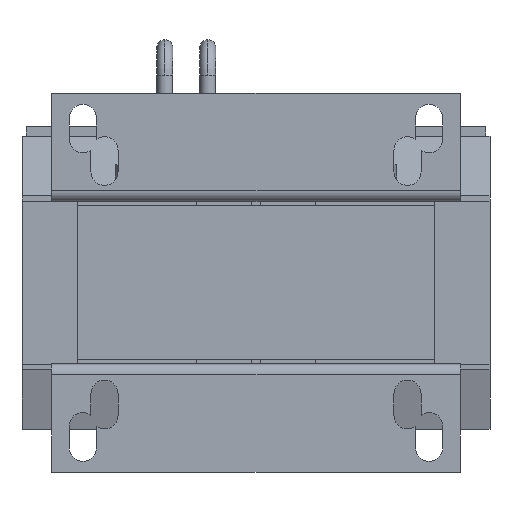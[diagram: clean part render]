
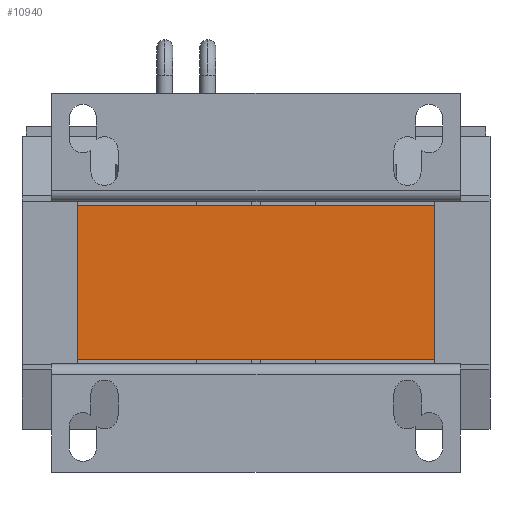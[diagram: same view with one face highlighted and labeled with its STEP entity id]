
A CAD part, front view. The second image highlights one B-rep face of the part: STEP entity #10940.
In plain terms, the highlighted planar face has unit normal (0, -1, 0).
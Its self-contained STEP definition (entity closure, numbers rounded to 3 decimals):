
#67 = EDGE_CURVE ( 'NONE', #931, #3359, #3552, .T. ) ;
#931 = VERTEX_POINT ( 'NONE', #23576 ) ;
#2807 = CARTESIAN_POINT ( 'NONE',  ( 66., -110., -28.5 ) ) ;
#3185 = VECTOR ( 'NONE', #26414, 1000. ) ;
#3324 = EDGE_CURVE ( 'NONE', #14796, #931, #28862, .T. ) ;
#3359 = VERTEX_POINT ( 'NONE', #2807 ) ;
#3552 = LINE ( 'NONE', #4955, #3185 ) ;
#4110 = CARTESIAN_POINT ( 'NONE',  ( -66., -110., 28.5 ) ) ;
#4494 = DIRECTION ( 'NONE',  ( 1., 0., 0. ) ) ;
#4701 = ORIENTED_EDGE ( 'NONE', *, *, #67, .F. ) ;
#4955 = CARTESIAN_POINT ( 'NONE',  ( 66., -110., 28.5 ) ) ;
#7559 = CARTESIAN_POINT ( 'NONE',  ( -66., -110., -28.5 ) ) ;
#8259 = ORIENTED_EDGE ( 'NONE', *, *, #15345, .T. ) ;
#8431 = PLANE ( 'NONE',  #24579 ) ;
#10155 = DIRECTION ( 'NONE',  ( 1., 0., 0. ) ) ;
#10940 = ADVANCED_FACE ( 'NONE', ( #25448 ), #8431, .F. ) ;
#11165 = ORIENTED_EDGE ( 'NONE', *, *, #11925, .T. ) ;
#11275 = LINE ( 'NONE', #16612, #15385 ) ;
#11572 = CARTESIAN_POINT ( 'NONE',  ( 66., -110., 28.5 ) ) ;
#11925 = EDGE_CURVE ( 'NONE', #14796, #21180, #20168, .T. ) ;
#12758 = DIRECTION ( 'NONE',  ( 0., 0., -1. ) ) ;
#13779 = VECTOR ( 'NONE', #10155, 1000. ) ;
#13978 = DIRECTION ( 'NONE',  ( 0., 1., 0. ) ) ;
#14796 = VERTEX_POINT ( 'NONE', #23980 ) ;
#14881 = VECTOR ( 'NONE', #12758, 1000. ) ;
#15345 = EDGE_CURVE ( 'NONE', #21180, #3359, #11275, .T. ) ;
#15385 = VECTOR ( 'NONE', #4494, 1000. ) ;
#15861 = DIRECTION ( 'NONE',  ( 0., 0., 1. ) ) ;
#16612 = CARTESIAN_POINT ( 'NONE',  ( 66., -110., -28.5 ) ) ;
#17617 = ORIENTED_EDGE ( 'NONE', *, *, #3324, .F. ) ;
#20168 = LINE ( 'NONE', #4110, #14881 ) ;
#21180 = VERTEX_POINT ( 'NONE', #7559 ) ;
#23576 = CARTESIAN_POINT ( 'NONE',  ( 66., -110., 28.5 ) ) ;
#23980 = CARTESIAN_POINT ( 'NONE',  ( -66., -110., 28.5 ) ) ;
#24579 = AXIS2_PLACEMENT_3D ( 'NONE', #11572, #13978, #15861 ) ;
#24611 = CARTESIAN_POINT ( 'NONE',  ( 66., -110., 28.5 ) ) ;
#25448 = FACE_OUTER_BOUND ( 'NONE', #29169, .T. ) ;
#26414 = DIRECTION ( 'NONE',  ( 0., 0., -1. ) ) ;
#28862 = LINE ( 'NONE', #24611, #13779 ) ;
#29169 = EDGE_LOOP ( 'NONE', ( #8259, #4701, #17617, #11165 ) ) ;
